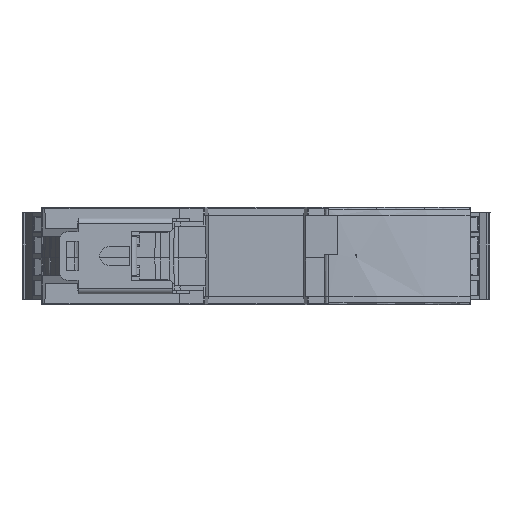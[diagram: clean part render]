
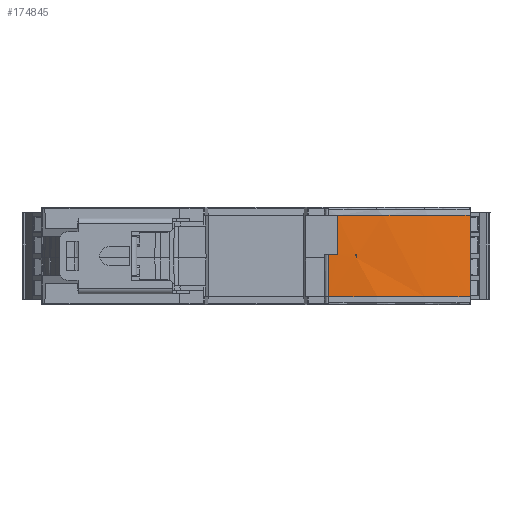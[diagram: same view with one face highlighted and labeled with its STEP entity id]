
A CAD part, front view. The second image highlights one B-rep face of the part: STEP entity #174845.
In plain terms, the highlighted cylindrical face has radius 80 mm (diameter 160 mm), a partial arc.
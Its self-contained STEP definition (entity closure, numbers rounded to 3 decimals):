
#44 = VERTEX_POINT ( 'NONE', #21993 ) ;
#2624 = CARTESIAN_POINT ( 'NONE',  ( 17.812, -53.087, 117.708 ) ) ;
#2689 = CIRCLE ( 'NONE', #89747, 80. ) ;
#4071 = CARTESIAN_POINT ( 'NONE',  ( 17.807, -53.088, 117.974 ) ) ;
#8050 = CARTESIAN_POINT ( 'NONE',  ( 17.772, -53.092, 118.241 ) ) ;
#8077 = CIRCLE ( 'NONE', #183895, 80. ) ;
#8856 = EDGE_LOOP ( 'NONE', ( #94784, #37646, #15422, #28572 ) ) ;
#10565 = DIRECTION ( 'NONE',  ( 0., 0., -1. ) ) ;
#15422 = ORIENTED_EDGE ( 'NONE', *, *, #131697, .T. ) ;
#15666 = DIRECTION ( 'NONE',  ( 0., 0., 1. ) ) ;
#17372 = CARTESIAN_POINT ( 'NONE',  ( 13.534, -53.487, 121.507 ) ) ;
#19729 = DIRECTION ( 'NONE',  ( 0., 0., 1. ) ) ;
#21966 = CARTESIAN_POINT ( 'NONE',  ( 8.229, 26.337, 127.508 ) ) ;
#21993 = CARTESIAN_POINT ( 'NONE',  ( 11.47, -53.597, 118.508 ) ) ;
#23116 = EDGE_CURVE ( 'NONE', #35546, #182679, #59943, .T. ) ;
#24667 = EDGE_CURVE ( 'NONE', #152933, #102323, #2689, .T. ) ;
#27551 = B_SPLINE_CURVE_WITH_KNOTS ( 'NONE', 3,
 ( #185221, #184510, #44268, #201065 ),
 .UNSPECIFIED., .F., .F.,
 ( 4, 4 ),
 ( 0.666, 1. ),
 .UNSPECIFIED. ) ;
#28572 = ORIENTED_EDGE ( 'NONE', *, *, #42405, .T. ) ;
#33446 = FACE_BOUND ( 'NONE', #8856, .T. ) ;
#34920 = CARTESIAN_POINT ( 'NONE',  ( 17.802, -53.088, 118.241 ) ) ;
#35546 = VERTEX_POINT ( 'NONE', #49215 ) ;
#37646 = ORIENTED_EDGE ( 'NONE', *, *, #24667, .T. ) ;
#38863 = CARTESIAN_POINT ( 'NONE',  ( 17.777, -53.091, 117.974 ) ) ;
#40857 = CARTESIAN_POINT ( 'NONE',  ( 17.768, -53.092, 118.508 ) ) ;
#42143 = CARTESIAN_POINT ( 'NONE',  ( 13.429, -53.494, 127.508 ) ) ;
#42317 = LINE ( 'NONE', #137186, #143155 ) ;
#42405 = EDGE_CURVE ( 'NONE', #157702, #81741, #135598, .T. ) ;
#43243 = CARTESIAN_POINT ( 'NONE',  ( 17.798, -53.089, 118.508 ) ) ;
#43522 = DIRECTION ( 'NONE',  ( 1., 0., 0. ) ) ;
#44268 = CARTESIAN_POINT ( 'NONE',  ( 12.176, -53.569, 118.508 ) ) ;
#44693 = ORIENTED_EDGE ( 'NONE', *, *, #23116, .T. ) ;
#46328 = EDGE_CURVE ( 'NONE', #152933, #81741, #131624, .T. ) ;
#49215 = CARTESIAN_POINT ( 'NONE',  ( 44.064, -45.189, 108.808 ) ) ;
#58136 = DIRECTION ( 'NONE',  ( 0., 0., -1. ) ) ;
#58629 = EDGE_CURVE ( 'NONE', #182679, #100394, #129184, .T. ) ;
#59943 = LINE ( 'NONE', #130791, #96752 ) ;
#62072 = CARTESIAN_POINT ( 'NONE',  ( 17.768, -53.092, 118.508 ) ) ;
#63348 = CARTESIAN_POINT ( 'NONE',  ( 13.482, -53.49, 124.507 ) ) ;
#63773 = CARTESIAN_POINT ( 'NONE',  ( 17.812, -53.087, 117.708 ) ) ;
#64054 =( BOUNDED_CURVE ( )  B_SPLINE_CURVE ( 3, ( #150156, #38863, #8050, #40857 ),
 .UNSPECIFIED., .F., .F. ) 
 B_SPLINE_CURVE_WITH_KNOTS ( ( 4, 4 ),
 ( 4.593, 4.593 ),
 .UNSPECIFIED. ) 
 CURVE ( )  GEOMETRIC_REPRESENTATION_ITEM ( )  RATIONAL_B_SPLINE_CURVE ( ( 1., 1., 1., 1. ) ) 
 REPRESENTATION_ITEM ( '' )  );
#68652 = DIRECTION ( 'NONE',  ( 1., 0., 0. ) ) ;
#70821 = CARTESIAN_POINT ( 'NONE',  ( 17.782, -53.091, 117.708 ) ) ;
#71193 = AXIS2_PLACEMENT_3D ( 'NONE', #21966, #163490, #68652 ) ;
#71965 =( BOUNDED_CURVE ( )  B_SPLINE_CURVE ( 3, ( #81891, #63348, #17372, #128677 ),
 .UNSPECIFIED., .F., .F. ) 
 B_SPLINE_CURVE_WITH_KNOTS ( ( 4, 4 ),
 ( 4.777, 4.779 ),
 .UNSPECIFIED. ) 
 CURVE ( )  GEOMETRIC_REPRESENTATION_ITEM ( )  RATIONAL_B_SPLINE_CURVE ( ( 1., 1., 1., 1. ) ) 
 REPRESENTATION_ITEM ( '' )  );
#73686 = CARTESIAN_POINT ( 'NONE',  ( 44.064, -45.189, 127.508 ) ) ;
#81741 = VERTEX_POINT ( 'NONE', #43243 ) ;
#81891 = CARTESIAN_POINT ( 'NONE',  ( 13.429, -53.494, 127.508 ) ) ;
#82765 = EDGE_CURVE ( 'NONE', #195909, #35546, #8077, .T. ) ;
#83815 = ORIENTED_EDGE ( 'NONE', *, *, #58629, .T. ) ;
#89747 = AXIS2_PLACEMENT_3D ( 'NONE', #165762, #10565, #134188 ) ;
#91037 = ORIENTED_EDGE ( 'NONE', *, *, #131824, .T. ) ;
#94784 = ORIENTED_EDGE ( 'NONE', *, *, #46328, .F. ) ;
#95861 = DIRECTION ( 'NONE',  ( -1., 0., 0. ) ) ;
#96752 = VECTOR ( 'NONE', #176886, 1000. ) ;
#97970 = CARTESIAN_POINT ( 'NONE',  ( 8.229, 26.337, 118.508 ) ) ;
#100394 = VERTEX_POINT ( 'NONE', #42143 ) ;
#100591 = EDGE_CURVE ( 'NONE', #100394, #156221, #71965, .T. ) ;
#102323 = VERTEX_POINT ( 'NONE', #70821 ) ;
#103427 = EDGE_LOOP ( 'NONE', ( #44693, #83815, #129175, #91037, #139364, #148164 ) ) ;
#111234 = CARTESIAN_POINT ( 'NONE',  ( 13.586, -53.483, 118.508 ) ) ;
#121994 = CARTESIAN_POINT ( 'NONE',  ( 8.229, 26.337, 108.808 ) ) ;
#124445 = CYLINDRICAL_SURFACE ( 'NONE', #134472, 80. ) ;
#128677 = CARTESIAN_POINT ( 'NONE',  ( 13.586, -53.483, 118.508 ) ) ;
#129175 = ORIENTED_EDGE ( 'NONE', *, *, #100591, .T. ) ;
#129184 = CIRCLE ( 'NONE', #71193, 80. ) ;
#129694 = DIRECTION ( 'NONE',  ( -1., 0., 0. ) ) ;
#130791 = CARTESIAN_POINT ( 'NONE',  ( 44.064, -45.189, 108.158 ) ) ;
#131624 =( BOUNDED_CURVE ( )  B_SPLINE_CURVE ( 3, ( #63773, #4071, #34920, #144891 ),
 .UNSPECIFIED., .F., .F. ) 
 B_SPLINE_CURVE_WITH_KNOTS ( ( 4, 4 ),
 ( 1.451, 1.451 ),
 .UNSPECIFIED. ) 
 CURVE ( )  GEOMETRIC_REPRESENTATION_ITEM ( )  RATIONAL_B_SPLINE_CURVE ( ( 1., 1., 1., 1. ) ) 
 REPRESENTATION_ITEM ( '' )  );
#131697 = EDGE_CURVE ( 'NONE', #102323, #157702, #64054, .T. ) ;
#131824 = EDGE_CURVE ( 'NONE', #156221, #44, #27551, .T. ) ;
#134188 = DIRECTION ( 'NONE',  ( 1., 0., 0. ) ) ;
#134472 = AXIS2_PLACEMENT_3D ( 'NONE', #157809, #15666, #95861 ) ;
#135598 = CIRCLE ( 'NONE', #194991, 80. ) ;
#137186 = CARTESIAN_POINT ( 'NONE',  ( 11.47, -53.597, 108.158 ) ) ;
#137688 = DIRECTION ( 'NONE',  ( 0., 0., 1. ) ) ;
#139364 = ORIENTED_EDGE ( 'NONE', *, *, #193986, .T. ) ;
#143155 = VECTOR ( 'NONE', #58136, 1000. ) ;
#144891 = CARTESIAN_POINT ( 'NONE',  ( 17.798, -53.089, 118.508 ) ) ;
#148164 = ORIENTED_EDGE ( 'NONE', *, *, #82765, .T. ) ;
#150156 = CARTESIAN_POINT ( 'NONE',  ( 17.782, -53.091, 117.708 ) ) ;
#152933 = VERTEX_POINT ( 'NONE', #2624 ) ;
#153913 = FACE_OUTER_BOUND ( 'NONE', #103427, .T. ) ;
#156221 = VERTEX_POINT ( 'NONE', #111234 ) ;
#157702 = VERTEX_POINT ( 'NONE', #62072 ) ;
#157809 = CARTESIAN_POINT ( 'NONE',  ( 8.229, 26.337, 108.158 ) ) ;
#163490 = DIRECTION ( 'NONE',  ( 0., 0., -1. ) ) ;
#165762 = CARTESIAN_POINT ( 'NONE',  ( 8.229, 26.337, 117.708 ) ) ;
#174845 = ADVANCED_FACE ( 'NONE', ( #33446, #153913 ), #124445, .T. ) ;
#176886 = DIRECTION ( 'NONE',  ( 0., 0., 1. ) ) ;
#179666 = CARTESIAN_POINT ( 'NONE',  ( 11.47, -53.597, 108.808 ) ) ;
#182679 = VERTEX_POINT ( 'NONE', #73686 ) ;
#183895 = AXIS2_PLACEMENT_3D ( 'NONE', #121994, #137688, #43522 ) ;
#184510 = CARTESIAN_POINT ( 'NONE',  ( 12.881, -53.531, 118.508 ) ) ;
#185221 = CARTESIAN_POINT ( 'NONE',  ( 13.586, -53.483, 118.508 ) ) ;
#193986 = EDGE_CURVE ( 'NONE', #44, #195909, #42317, .T. ) ;
#194991 = AXIS2_PLACEMENT_3D ( 'NONE', #97970, #19729, #129694 ) ;
#195909 = VERTEX_POINT ( 'NONE', #179666 ) ;
#201065 = CARTESIAN_POINT ( 'NONE',  ( 11.47, -53.597, 118.508 ) ) ;
